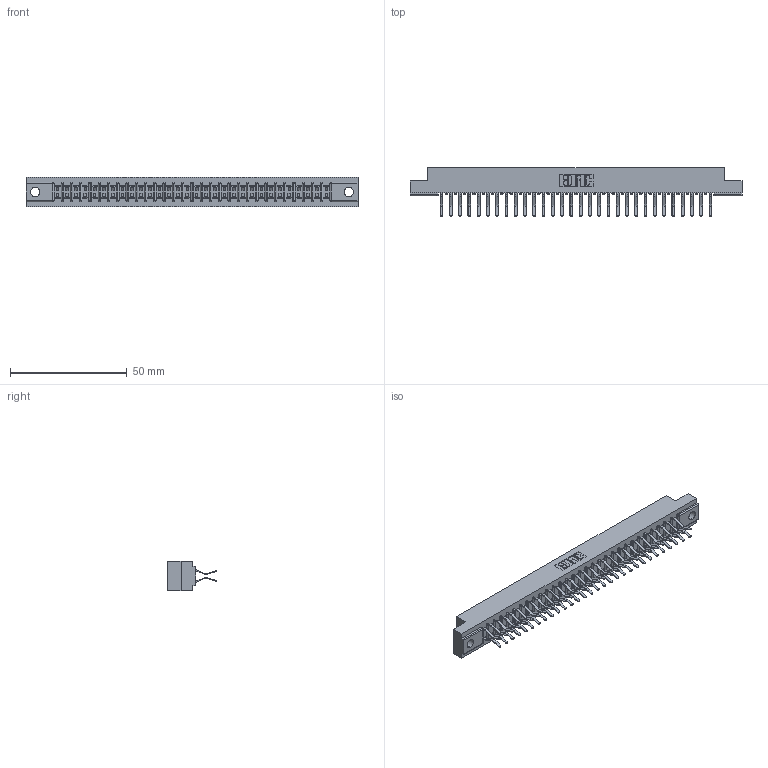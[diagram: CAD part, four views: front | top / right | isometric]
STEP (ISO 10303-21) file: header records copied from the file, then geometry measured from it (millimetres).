
FILE_DESCRIPTION (( 'STEP AP203' ), '1' );
FILE_NAME ('307-060-560-204.STEP', '2019-09-06T15:46:51', ( '' ), ( '' ), 'SwSTEP 2.0', 'SolidWorks 2016', '' );
FILE_SCHEMA (( 'CONFIG_CONTROL_DESIGN' ));
Length unit declared in the file: inch
Products named in the file (3): 307-290-001_560; 307 Part_.156 Dia Mounting Holes; 307-060-560-204
Assembly tree (61 placements, depth 2):
  307-060-560-204
    307 Part_.156 Dia Mounting Holes
    307-290-001_560  x60
Bounding box: 141.88 x 20.73 x 12.7 mm (x, y, z)
Volume: 14971.5 mm3; surface area: 18312.4 mm2
Topology: 61 solids, 61 shells, 3163 faces, 8879 edges, 5754 vertices
Faces by surface type: plane 2064, cylinder 1037, sphere 62
Entity records: 28680 total; most frequent: CARTESIAN_POINT 4700, ORIENTED_EDGE 4654, DIRECTION 4601, EDGE_CURVE 2327, VECTOR 1787, LINE 1787, VERTEX_POINT 1506, AXIS2_PLACEMENT_3D 1407
